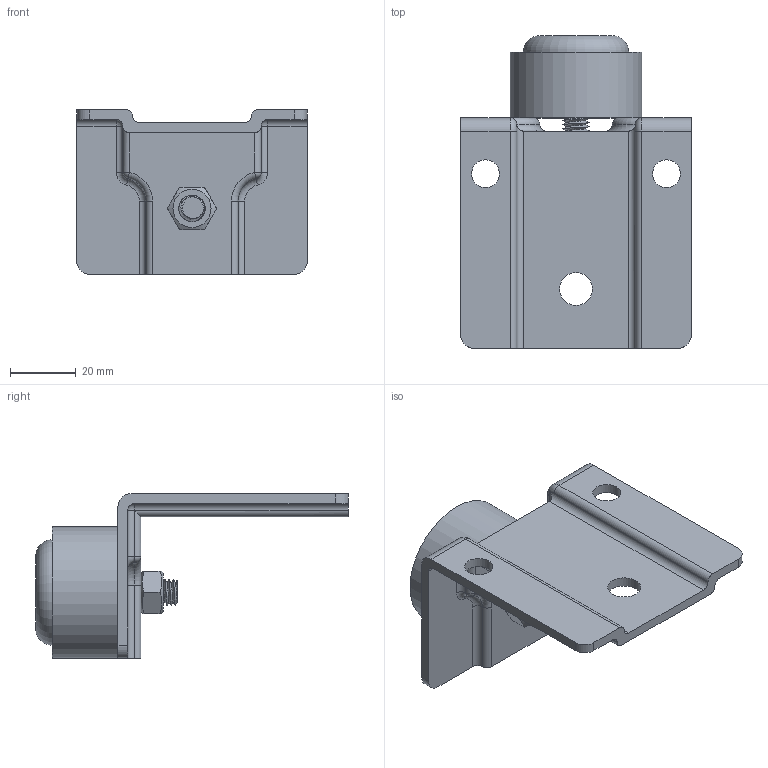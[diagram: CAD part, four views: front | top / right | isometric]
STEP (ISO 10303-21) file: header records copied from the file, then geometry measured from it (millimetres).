
FILE_DESCRIPTION((''),'2;1');
FILE_NAME('2091.stp','2012-02-02T08:29:21',('Marc'),(''),'Autodesk Inventor 2011','Autodesk Inventor 2011','');
FILE_SCHEMA(('AUTOMOTIVE_DESIGN { 1 0 10303 214 1 1 1 1 }'));
Length unit declared in the file: millimetre
Products named in the file (5): 2091; ISO 4032  (Taraudage usuel) M8; 12692; vis TH M8x35
Assembly tree (4 placements, depth 2):
  2091
    2091
    ISO 4032  (Taraudage usuel) M8
    12692
    vis TH M8x35
Bounding box: 70 x 95 x 50 mm (x, y, z)
Volume: 54808.1 mm3; surface area: 26084 mm2
Topology: 4 solids, 4 shells, 166 faces, 401 edges, 243 vertices
Faces by surface type: cylinder 96, plane 39, torus 13, cone 8, bspline 6, sphere 4
Full cylindrical faces by diameter (mm): 6.647 x1, 7 x1, 8.5 x3, 10 x1, 12 x1, 40 x1
Entity records: 8075 total; most frequent: CARTESIAN_POINT 4378, ORIENTED_EDGE 766, DIRECTION 688, EDGE_CURVE 383, AXIS2_PLACEMENT_3D 286, VERTEX_POINT 240, EDGE_LOOP 193, FACE_OUTER_BOUND 166
